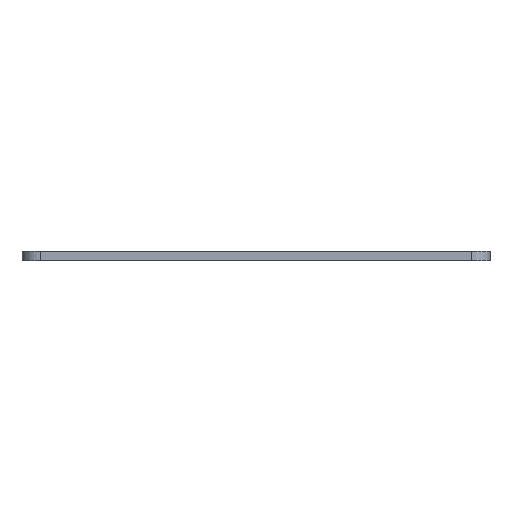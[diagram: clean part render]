
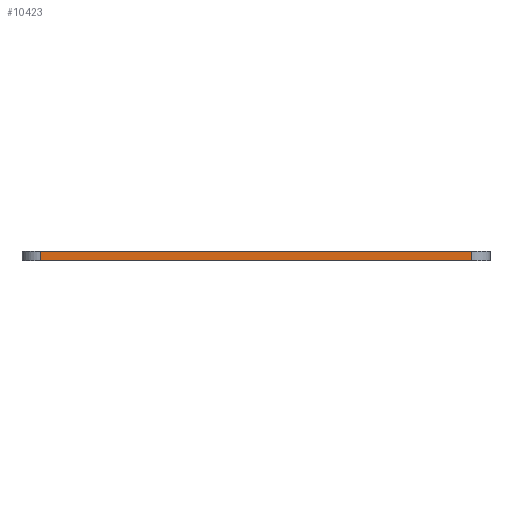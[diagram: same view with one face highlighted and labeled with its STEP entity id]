
A CAD part, front view. The second image highlights one B-rep face of the part: STEP entity #10423.
In plain terms, the highlighted planar face has unit normal (0, -1, 0).
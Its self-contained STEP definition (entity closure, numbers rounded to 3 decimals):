
#91 = PLANE('',#92);
#92 = AXIS2_PLACEMENT_3D('',#93,#94,#95);
#93 = CARTESIAN_POINT('',(108.5,-107.5,1.6));
#94 = DIRECTION('',(-0.,-0.,-1.));
#95 = DIRECTION('',(-1.,0.,0.));
#146 = PLANE('',#147);
#147 = AXIS2_PLACEMENT_3D('',#148,#149,#150);
#148 = CARTESIAN_POINT('',(108.5,-107.5,0.));
#149 = DIRECTION('',(-0.,-0.,-1.));
#150 = DIRECTION('',(-1.,0.,0.));
#277 = CYLINDRICAL_SURFACE('',#278,3.);
#278 = AXIS2_PLACEMENT_3D('',#279,#280,#281);
#279 = CARTESIAN_POINT('',(144.,-177.,0.));
#280 = DIRECTION('',(0.,0.,-1.));
#281 = DIRECTION('',(1.,0.,0.));
#316 = VERTEX_POINT('',#317);
#317 = CARTESIAN_POINT('',(144.,-180.,0.));
#339 = EDGE_CURVE('',#316,#340,#342,.T.);
#340 = VERTEX_POINT('',#341);
#341 = CARTESIAN_POINT('',(73.,-180.,0.));
#342 = SURFACE_CURVE('',#343,(#347,#354),.PCURVE_S1.);
#343 = LINE('',#344,#345);
#344 = CARTESIAN_POINT('',(144.,-180.,0.));
#345 = VECTOR('',#346,1.);
#346 = DIRECTION('',(-1.,0.,0.));
#347 = PCURVE('',#146,#348);
#348 = DEFINITIONAL_REPRESENTATION('',(#349),#353);
#349 = LINE('',#350,#351);
#350 = CARTESIAN_POINT('',(-35.5,-72.5));
#351 = VECTOR('',#352,1.);
#352 = DIRECTION('',(1.,0.));
#353 = ( GEOMETRIC_REPRESENTATION_CONTEXT(2) 
PARAMETRIC_REPRESENTATION_CONTEXT() REPRESENTATION_CONTEXT('2D SPACE',''
  ) );
#354 = PCURVE('',#355,#360);
#355 = PLANE('',#356);
#356 = AXIS2_PLACEMENT_3D('',#357,#358,#359);
#357 = CARTESIAN_POINT('',(144.,-180.,0.));
#358 = DIRECTION('',(0.,-1.,0.));
#359 = DIRECTION('',(-1.,0.,0.));
#360 = DEFINITIONAL_REPRESENTATION('',(#361),#365);
#361 = LINE('',#362,#363);
#362 = CARTESIAN_POINT('',(0.,-0.));
#363 = VECTOR('',#364,1.);
#364 = DIRECTION('',(1.,0.));
#365 = ( GEOMETRIC_REPRESENTATION_CONTEXT(2) 
PARAMETRIC_REPRESENTATION_CONTEXT() REPRESENTATION_CONTEXT('2D SPACE',''
  ) );
#384 = CYLINDRICAL_SURFACE('',#385,3.);
#385 = AXIS2_PLACEMENT_3D('',#386,#387,#388);
#386 = CARTESIAN_POINT('',(73.,-177.,0.));
#387 = DIRECTION('',(0.,0.,-1.));
#388 = DIRECTION('',(0.,-1.,-0.));
#5775 = VERTEX_POINT('',#5776);
#5776 = CARTESIAN_POINT('',(144.,-180.,1.6));
#5798 = EDGE_CURVE('',#5775,#5799,#5801,.T.);
#5799 = VERTEX_POINT('',#5800);
#5800 = CARTESIAN_POINT('',(73.,-180.,1.6));
#5801 = SURFACE_CURVE('',#5802,(#5806,#5813),.PCURVE_S1.);
#5802 = LINE('',#5803,#5804);
#5803 = CARTESIAN_POINT('',(144.,-180.,1.6));
#5804 = VECTOR('',#5805,1.);
#5805 = DIRECTION('',(-1.,0.,0.));
#5806 = PCURVE('',#91,#5807);
#5807 = DEFINITIONAL_REPRESENTATION('',(#5808),#5812);
#5808 = LINE('',#5809,#5810);
#5809 = CARTESIAN_POINT('',(-35.5,-72.5));
#5810 = VECTOR('',#5811,1.);
#5811 = DIRECTION('',(1.,0.));
#5812 = ( GEOMETRIC_REPRESENTATION_CONTEXT(2) 
PARAMETRIC_REPRESENTATION_CONTEXT() REPRESENTATION_CONTEXT('2D SPACE',''
  ) );
#5813 = PCURVE('',#355,#5814);
#5814 = DEFINITIONAL_REPRESENTATION('',(#5815),#5819);
#5815 = LINE('',#5816,#5817);
#5816 = CARTESIAN_POINT('',(0.,-1.6));
#5817 = VECTOR('',#5818,1.);
#5818 = DIRECTION('',(1.,0.));
#5819 = ( GEOMETRIC_REPRESENTATION_CONTEXT(2) 
PARAMETRIC_REPRESENTATION_CONTEXT() REPRESENTATION_CONTEXT('2D SPACE',''
  ) );
#10375 = EDGE_CURVE('',#316,#5775,#10376,.T.);
#10376 = SURFACE_CURVE('',#10377,(#10381,#10388),.PCURVE_S1.);
#10377 = LINE('',#10378,#10379);
#10378 = CARTESIAN_POINT('',(144.,-180.,0.));
#10379 = VECTOR('',#10380,1.);
#10380 = DIRECTION('',(0.,0.,1.));
#10381 = PCURVE('',#277,#10382);
#10382 = DEFINITIONAL_REPRESENTATION('',(#10383),#10387);
#10383 = LINE('',#10384,#10385);
#10384 = CARTESIAN_POINT('',(1.571,0.));
#10385 = VECTOR('',#10386,1.);
#10386 = DIRECTION('',(0.,-1.));
#10387 = ( GEOMETRIC_REPRESENTATION_CONTEXT(2) 
PARAMETRIC_REPRESENTATION_CONTEXT() REPRESENTATION_CONTEXT('2D SPACE',''
  ) );
#10388 = PCURVE('',#355,#10389);
#10389 = DEFINITIONAL_REPRESENTATION('',(#10390),#10394);
#10390 = LINE('',#10391,#10392);
#10391 = CARTESIAN_POINT('',(0.,-0.));
#10392 = VECTOR('',#10393,1.);
#10393 = DIRECTION('',(0.,-1.));
#10394 = ( GEOMETRIC_REPRESENTATION_CONTEXT(2) 
PARAMETRIC_REPRESENTATION_CONTEXT() REPRESENTATION_CONTEXT('2D SPACE',''
  ) );
#10423 = ADVANCED_FACE('',(#10424),#355,.T.);
#10424 = FACE_BOUND('',#10425,.T.);
#10425 = EDGE_LOOP('',(#10426,#10427,#10428,#10449));
#10426 = ORIENTED_EDGE('',*,*,#10375,.T.);
#10427 = ORIENTED_EDGE('',*,*,#5798,.T.);
#10428 = ORIENTED_EDGE('',*,*,#10429,.F.);
#10429 = EDGE_CURVE('',#340,#5799,#10430,.T.);
#10430 = SURFACE_CURVE('',#10431,(#10435,#10442),.PCURVE_S1.);
#10431 = LINE('',#10432,#10433);
#10432 = CARTESIAN_POINT('',(73.,-180.,0.));
#10433 = VECTOR('',#10434,1.);
#10434 = DIRECTION('',(0.,0.,1.));
#10435 = PCURVE('',#355,#10436);
#10436 = DEFINITIONAL_REPRESENTATION('',(#10437),#10441);
#10437 = LINE('',#10438,#10439);
#10438 = CARTESIAN_POINT('',(71.,0.));
#10439 = VECTOR('',#10440,1.);
#10440 = DIRECTION('',(0.,-1.));
#10441 = ( GEOMETRIC_REPRESENTATION_CONTEXT(2) 
PARAMETRIC_REPRESENTATION_CONTEXT() REPRESENTATION_CONTEXT('2D SPACE',''
  ) );
#10442 = PCURVE('',#384,#10443);
#10443 = DEFINITIONAL_REPRESENTATION('',(#10444),#10448);
#10444 = LINE('',#10445,#10446);
#10445 = CARTESIAN_POINT('',(0.,0.));
#10446 = VECTOR('',#10447,1.);
#10447 = DIRECTION('',(0.,-1.));
#10448 = ( GEOMETRIC_REPRESENTATION_CONTEXT(2) 
PARAMETRIC_REPRESENTATION_CONTEXT() REPRESENTATION_CONTEXT('2D SPACE',''
  ) );
#10449 = ORIENTED_EDGE('',*,*,#339,.F.);
